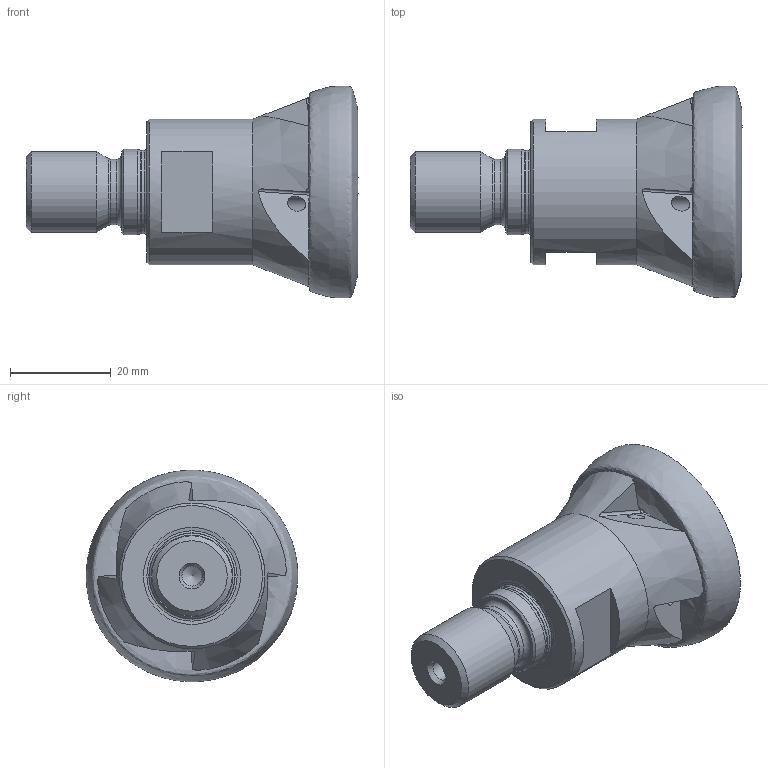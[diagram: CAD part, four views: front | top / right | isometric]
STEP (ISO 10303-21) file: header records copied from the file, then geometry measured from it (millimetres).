
FILE_DESCRIPTION (( 'STEP AP214' ), '1' );
FILE_NAME ('ESF-42-M16-09-4.STEP', '2013-10-07T11:45:49', ( '' ), ( '' ), 'SwSTEP 2.0', 'SolidWorks 2013', '' );
FILE_SCHEMA (( 'AUTOMOTIVE_DESIGN' ));
Length unit declared in the file: millimetre
Products named in the file (1): ESF-42-M16-09-4
Bounding box: 65.98 x 42.02 x 42.02 mm (x, y, z)
Volume: 37127.3 mm3; surface area: 9716.3 mm2
Topology: 1 solids, 1 shells, 113 faces, 295 edges, 188 vertices
Faces by surface type: plane 43, cylinder 35, cone 21, torus 13, bspline 1
Full cylindrical faces by diameter (mm): 3 x4, 4 x1, 13 x1, 16 x1, 16.593 x1, 17 x2, 29 x1
Entity records: 5427 total; most frequent: CARTESIAN_POINT 2934, ORIENTED_EDGE 512, DIRECTION 474, EDGE_CURVE 256, AXIS2_PLACEMENT_3D 205, VERTEX_POINT 176, EDGE_LOOP 150, FACE_OUTER_BOUND 128
